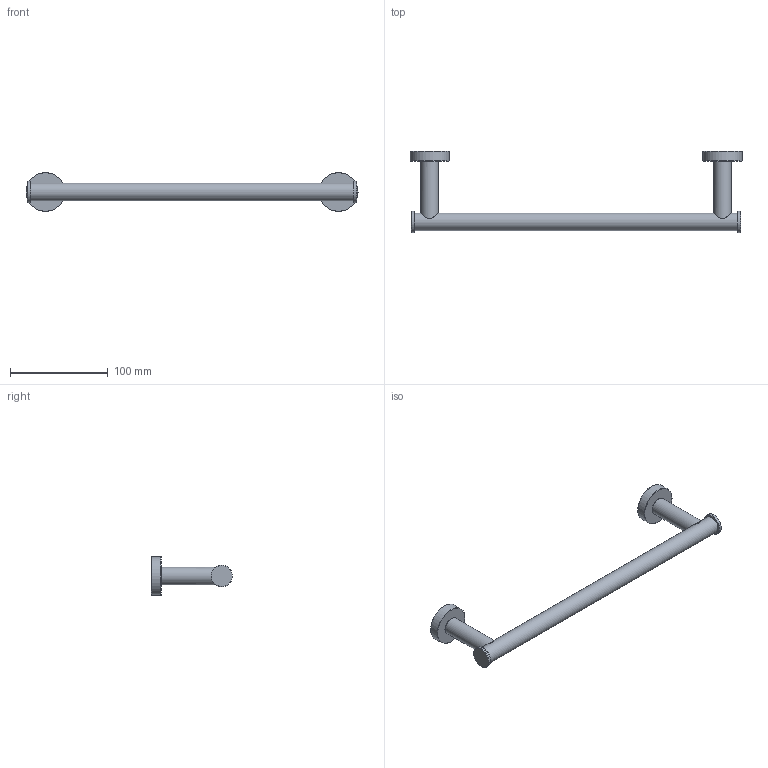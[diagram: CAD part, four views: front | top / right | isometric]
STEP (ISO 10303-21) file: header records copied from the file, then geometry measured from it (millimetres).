
FILE_DESCRIPTION(/* description */ ('Unknown'),/* implementation_level */ '2;1');
FILE_NAME(/* name */ 'CBA06',/* time_stamp */ '2016-03-15T11:19:47+01:00',/* author */ ('Unknown'),/* organization */ ('Unknown'),/* preprocessor_version */ 'ST-DEVELOPER v16.7',/* originating_system */ 'DEX',/* authorisation */ $);
FILE_SCHEMA (('AUTOMOTIVE_DESIGN {1 0 10303 214 3 1 1}'));
Length unit declared in the file: millimetre
Products named in the file (10): CBA06; PORTA ASCIUGAMANO BIDET 300MM; PORTA ASCIUGAMANO BIDET 300MM_0; PORTA ASCIUGAMANO BIDET 300MM_1; PORTA ASCIUGAMANO BIDET 300MM_2; PORTA ASCIUGAMANO BIDET 300MM_3; PORTA ASCIUGAMANO BIDET 300MM_4; PORTA ASCIUGAMANO BIDET 300MM_5; PORTA ASCIUGAMANO BIDET 300MM_6; PORTA ASCIUGAMANO BIDET 300MM_7
Assembly tree (9 placements, depth 2):
  CBA06
    PORTA ASCIUGAMANO BIDET 300MM
    PORTA ASCIUGAMANO BIDET 300MM_0
    PORTA ASCIUGAMANO BIDET 300MM_1
    PORTA ASCIUGAMANO BIDET 300MM_2
    PORTA ASCIUGAMANO BIDET 300MM_3
    PORTA ASCIUGAMANO BIDET 300MM_4
    PORTA ASCIUGAMANO BIDET 300MM_5
    PORTA ASCIUGAMANO BIDET 300MM_6
    PORTA ASCIUGAMANO BIDET 300MM_7
Bounding box: 340 x 83 x 40 mm (x, y, z)
Volume: 67377.2 mm3; surface area: 56733.7 mm2
Topology: 9 solids, 9 shells, 93 faces, 198 edges, 128 vertices
Faces by surface type: plane 30, cylinder 25, bspline 22, torus 12, cone 4
Full cylindrical faces by diameter (mm): 6 x3, 6.1 x2, 12 x1, 17 x2, 18 x5, 22 x2, 32.2 x2, 40 x2
Entity records: 7705 total; most frequent: CARTESIAN_POINT 5862, ORIENTED_EDGE 308, DIRECTION 272, EDGE_CURVE 154, EDGE_LOOP 142, FACE_BOUND 142, AXIS2_PLACEMENT_3D 134, VERTEX_POINT 116
